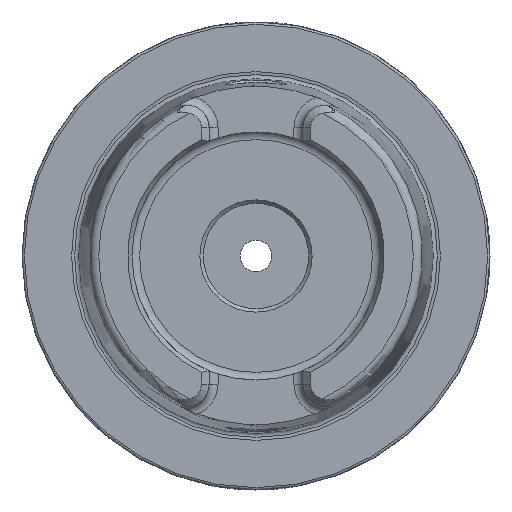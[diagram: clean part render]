
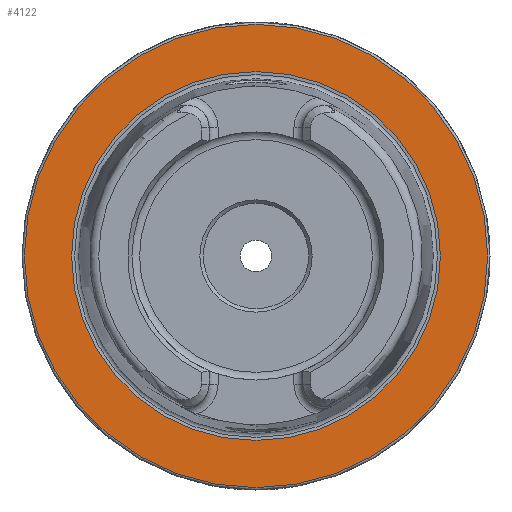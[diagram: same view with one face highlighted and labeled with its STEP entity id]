
A CAD part, left-side view. The second image highlights one B-rep face of the part: STEP entity #4122.
In plain terms, the highlighted planar face has unit normal (-1, 0, 0).
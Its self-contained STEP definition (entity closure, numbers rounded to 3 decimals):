
#97 = PLANE ( 'NONE',  #7813 ) ;
#360 = ORIENTED_EDGE ( 'NONE', *, *, #6703, .F. ) ;
#516 = VERTEX_POINT ( 'NONE', #3822 ) ;
#697 = CARTESIAN_POINT ( 'NONE',  ( 0., 49.5, 0. ) ) ;
#1380 = DIRECTION ( 'NONE',  ( 1., 0., 0. ) ) ;
#2089 = DIRECTION ( 'NONE',  ( 0., 0., -1. ) ) ;
#2257 = DIRECTION ( 'NONE',  ( 0., 0., 1. ) ) ;
#2549 = AXIS2_PLACEMENT_3D ( 'NONE', #4778, #7120, #7677 ) ;
#2893 = FACE_BOUND ( 'NONE', #7236, .T. ) ;
#3486 = ORIENTED_EDGE ( 'NONE', *, *, #6330, .T. ) ;
#3822 = CARTESIAN_POINT ( 'NONE',  ( 0., 0., 49.5 ) ) ;
#4093 = CIRCLE ( 'NONE', #6618, 39.405 ) ;
#4122 = ADVANCED_FACE ( 'NONE', ( #2893, #5822 ), #97, .F. ) ;
#4778 = CARTESIAN_POINT ( 'NONE',  ( 0., 0., 0. ) ) ;
#5640 = CARTESIAN_POINT ( 'NONE',  ( 0., 0., 39.405 ) ) ;
#5804 = EDGE_LOOP ( 'NONE', ( #3486 ) ) ;
#5822 = FACE_OUTER_BOUND ( 'NONE', #5804, .T. ) ;
#5956 = VERTEX_POINT ( 'NONE', #5640 ) ;
#6330 = EDGE_CURVE ( 'NONE', #516, #516, #7498, .T. ) ;
#6473 = CARTESIAN_POINT ( 'NONE',  ( 0., 0., 0. ) ) ;
#6618 = AXIS2_PLACEMENT_3D ( 'NONE', #6473, #7002, #2257 ) ;
#6703 = EDGE_CURVE ( 'NONE', #5956, #5956, #4093, .T. ) ;
#7002 = DIRECTION ( 'NONE',  ( -1., 0., 0. ) ) ;
#7120 = DIRECTION ( 'NONE',  ( -1., 0., 0. ) ) ;
#7236 = EDGE_LOOP ( 'NONE', ( #360 ) ) ;
#7498 = CIRCLE ( 'NONE', #2549, 49.5 ) ;
#7677 = DIRECTION ( 'NONE',  ( 0., 0., 1. ) ) ;
#7813 = AXIS2_PLACEMENT_3D ( 'NONE', #697, #1380, #2089 ) ;
